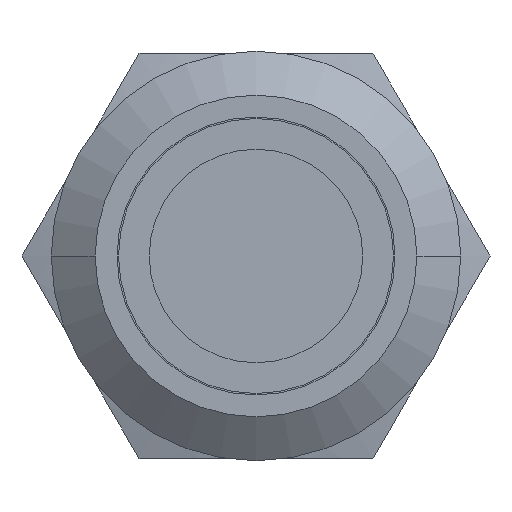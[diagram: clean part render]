
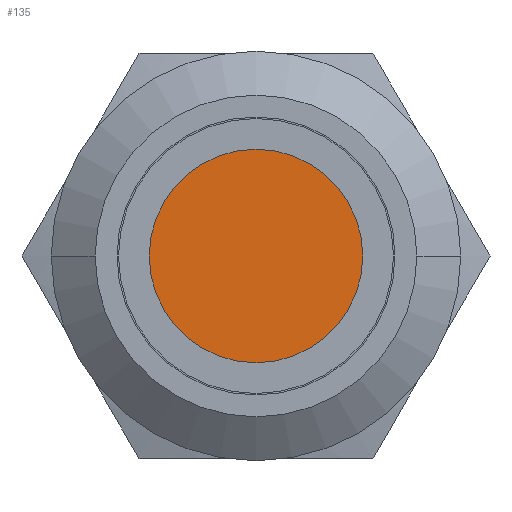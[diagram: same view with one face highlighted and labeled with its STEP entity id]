
A CAD part, left-side view. The second image highlights one B-rep face of the part: STEP entity #135.
In plain terms, the highlighted planar face has unit normal (-1, 0, 0).
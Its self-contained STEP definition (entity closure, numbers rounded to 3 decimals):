
#135=ADVANCED_FACE('',(#359),#360,.T.);
#359=FACE_OUTER_BOUND('',#614,.T.);
#360=PLANE('',#615);
#614=EDGE_LOOP('',(#1351,#1352));
#615=AXIS2_PLACEMENT_3D('',#1353,#1354,#1355);
#1351=ORIENTED_EDGE('',*,*,#1788,.T.);
#1352=ORIENTED_EDGE('',*,*,#1786,.T.);
#1353=CARTESIAN_POINT('',(-1.5,0.0,0.0));
#1354=DIRECTION('',(-1.0,0.0,0.0));
#1355=DIRECTION('',(0.0,0.0,1.0));
#1786=EDGE_CURVE('',#2203,#2201,#2204,.T.);
#1788=EDGE_CURVE('',#2201,#2203,#2206,.T.);
#2201=VERTEX_POINT('',#2923);
#2203=VERTEX_POINT('',#2926);
#2204=CIRCLE('',#2927,3.65);
#2206=CIRCLE('',#2930,3.65);
#2923=CARTESIAN_POINT('',(-1.5,-3.65,0.0));
#2926=CARTESIAN_POINT('',(-1.5,3.65,0.0));
#2927=AXIS2_PLACEMENT_3D('',#3404,#3405,#3406);
#2930=AXIS2_PLACEMENT_3D('',#3408,#3409,#3410);
#3404=CARTESIAN_POINT('',(-1.5,0.0,0.0));
#3405=DIRECTION('',(-1.0,0.0,0.0));
#3406=DIRECTION('',(0.0,1.0,0.0));
#3408=CARTESIAN_POINT('',(-1.5,0.0,0.0));
#3409=DIRECTION('',(-1.0,0.0,0.0));
#3410=DIRECTION('',(0.0,-1.0,0.0));
